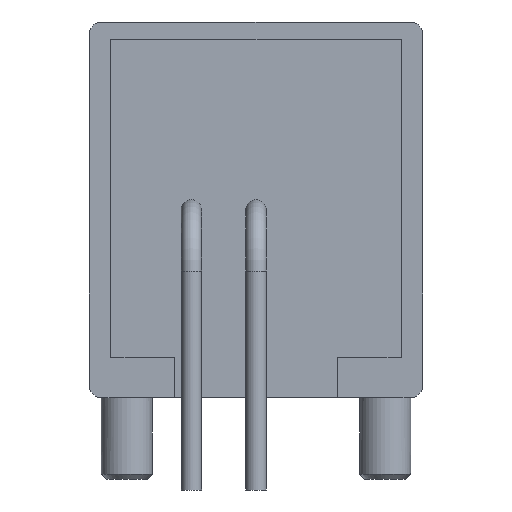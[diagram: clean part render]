
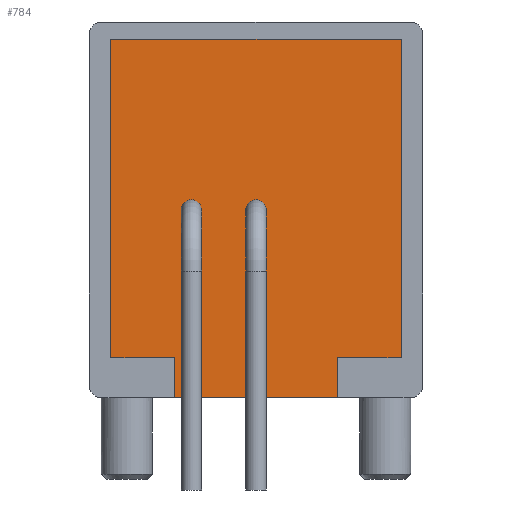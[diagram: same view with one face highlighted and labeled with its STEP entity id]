
A CAD part, left-side view. The second image highlights one B-rep face of the part: STEP entity #784.
In plain terms, the highlighted planar face has unit normal (-1, 0, 0).
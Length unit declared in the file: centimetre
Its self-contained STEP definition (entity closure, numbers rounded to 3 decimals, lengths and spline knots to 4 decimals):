
#121=VECTOR('',#979,1.);
#124=VECTOR('',#983,1.);
#128=VECTOR('',#988,1.);
#131=VECTOR('',#992,1.);
#136=VECTOR('',#998,1.);
#137=VECTOR('',#1000,1.);
#140=VECTOR('',#1004,1.);
#142=VECTOR('',#1007,1.);
#164=LINE('',#3306,#121);
#167=LINE('',#3312,#124);
#171=LINE('',#3321,#128);
#174=LINE('',#3327,#131);
#179=LINE('',#3337,#136);
#180=LINE('',#3339,#137);
#183=LINE('',#3345,#140);
#185=LINE('',#3348,#142);
#220=PLANE('',#856);
#230=VERTEX_POINT('',#1056);
#234=VERTEX_POINT('',#1068);
#263=VERTEX_POINT('',#3304);
#265=VERTEX_POINT('',#3307);
#267=VERTEX_POINT('',#3313);
#268=VERTEX_POINT('',#3314);
#271=VERTEX_POINT('',#3322);
#274=VERTEX_POINT('',#3332);
#276=VERTEX_POINT('',#3336);
#277=VERTEX_POINT('',#3340);
#296=CIRCLE('',#797,0.04);
#300=CIRCLE('',#805,0.04);
#331=EDGE_CURVE('',#230,#230,#296,.T.);
#335=EDGE_CURVE('',#234,#234,#300,.T.);
#373=EDGE_CURVE('',#265,#263,#164,.T.);
#376=EDGE_CURVE('',#267,#268,#167,.T.);
#380=EDGE_CURVE('',#268,#271,#171,.T.);
#383=EDGE_CURVE('',#271,#265,#174,.T.);
#388=EDGE_CURVE('',#274,#276,#179,.T.);
#389=EDGE_CURVE('',#276,#277,#180,.T.);
#392=EDGE_CURVE('',#277,#267,#183,.T.);
#394=EDGE_CURVE('',#274,#263,#185,.T.);
#526=ORIENTED_EDGE('',*,*,#331,.T.);
#527=ORIENTED_EDGE('',*,*,#335,.T.);
#528=ORIENTED_EDGE('',*,*,#394,.F.);
#529=ORIENTED_EDGE('',*,*,#388,.T.);
#530=ORIENTED_EDGE('',*,*,#389,.T.);
#531=ORIENTED_EDGE('',*,*,#392,.T.);
#532=ORIENTED_EDGE('',*,*,#376,.T.);
#533=ORIENTED_EDGE('',*,*,#380,.T.);
#534=ORIENTED_EDGE('',*,*,#383,.T.);
#535=ORIENTED_EDGE('',*,*,#373,.T.);
#662=EDGE_LOOP('',(#526));
#663=EDGE_LOOP('',(#527));
#664=EDGE_LOOP('',(#528,#529,#530,#531,#532,#533,#534,#535));
#732=FACE_BOUND('',#662,.T.);
#733=FACE_BOUND('',#663,.T.);
#734=FACE_BOUND('',#664,.T.);
#784=ADVANCED_FACE('',(#732,#733,#734),#220,.F.);
#797=AXIS2_PLACEMENT_3D('',#1055,#879,#880);
#805=AXIS2_PLACEMENT_3D('',#1067,#893,#894);
#856=AXIS2_PLACEMENT_3D('',#3347,#1006,$);
#879=DIRECTION('',(1.,0.,0.));
#880=DIRECTION('',(0.,0.,0.04));
#893=DIRECTION('',(1.,0.,0.));
#894=DIRECTION('',(0.,0.,0.04));
#979=DIRECTION('',(0.,0.,-1.));
#983=DIRECTION('',(0.,1.,0.));
#988=DIRECTION('',(0.,0.,-1.));
#992=DIRECTION('',(0.,-1.,0.));
#998=DIRECTION('',(0.,0.,1.));
#1000=DIRECTION('',(0.,-1.,0.));
#1004=DIRECTION('',(0.,0.,1.));
#1006=DIRECTION('',(1.,0.,0.));
#1007=DIRECTION('',(0.,1.,0.));
#1055=CARTESIAN_POINT('',(0.772,0.254,0.));
#1056=CARTESIAN_POINT('',(0.772,0.254,-0.04));
#1067=CARTESIAN_POINT('',(0.772,0.,0.));
#1068=CARTESIAN_POINT('',(0.772,0.,-0.04));
#3304=CARTESIAN_POINT('',(0.772,0.32,-0.738));
#3306=CARTESIAN_POINT('',(0.772,0.32,-0.58));
#3307=CARTESIAN_POINT('',(0.772,0.32,-0.58));
#3312=CARTESIAN_POINT('',(0.772,-0.57,0.67));
#3313=CARTESIAN_POINT('',(0.772,-0.57,0.67));
#3314=CARTESIAN_POINT('',(0.772,0.57,0.67));
#3321=CARTESIAN_POINT('',(0.772,0.57,0.67));
#3322=CARTESIAN_POINT('',(0.772,0.57,-0.58));
#3327=CARTESIAN_POINT('',(0.772,0.57,-0.58));
#3332=CARTESIAN_POINT('',(0.772,-0.32,-0.738));
#3336=CARTESIAN_POINT('',(0.772,-0.32,-0.58));
#3337=CARTESIAN_POINT('',(0.772,-0.32,-0.77));
#3339=CARTESIAN_POINT('',(0.772,-0.32,-0.58));
#3340=CARTESIAN_POINT('',(0.772,-0.57,-0.58));
#3345=CARTESIAN_POINT('',(0.772,-0.57,-0.58));
#3347=CARTESIAN_POINT('',(0.772,0.,-0.0316));
#3348=CARTESIAN_POINT('',(0.772,0.,-0.738));
